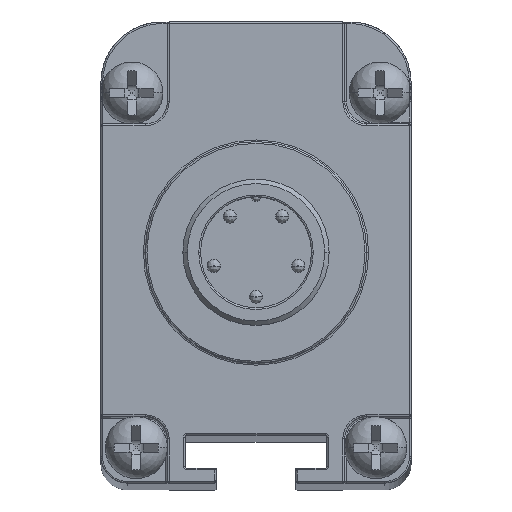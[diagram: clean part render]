
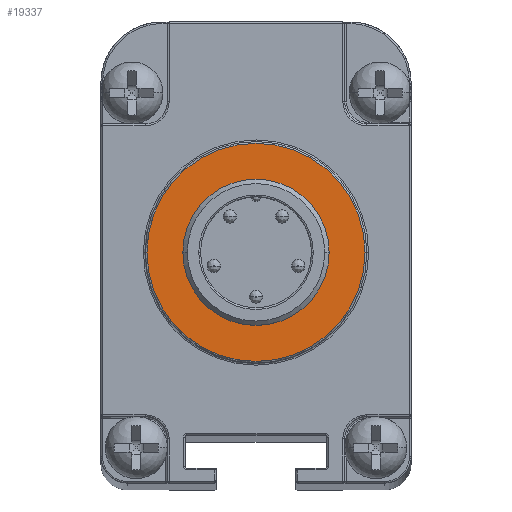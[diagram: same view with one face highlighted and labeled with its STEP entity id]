
A CAD part, top view. The second image highlights one B-rep face of the part: STEP entity #19337.
In plain terms, the highlighted planar face has unit normal (0, 0, 1).
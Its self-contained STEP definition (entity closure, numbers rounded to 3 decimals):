
#7231=CARTESIAN_POINT('',(-21.017,26.,-5.));
#7232=DIRECTION('',(0.,0.,1.));
#7233=DIRECTION('',(-1.,0.,0.));
#7234=AXIS2_PLACEMENT_3D('',#7231,#7232,#7233);
#7236=CARTESIAN_POINT('',(-21.017,26.,-5.));
#7237=DIRECTION('',(0.,0.,1.));
#7238=DIRECTION('',(1.,0.,0.));
#7239=AXIS2_PLACEMENT_3D('',#7236,#7237,#7238);
#7241=CARTESIAN_POINT('',(-21.017,26.,-5.));
#7242=DIRECTION('',(0.,0.,-1.));
#7243=DIRECTION('',(-1.,0.,0.));
#7244=AXIS2_PLACEMENT_3D('',#7241,#7242,#7243);
#7246=CARTESIAN_POINT('',(-21.017,26.,-5.));
#7247=DIRECTION('',(0.,0.,-1.));
#7248=DIRECTION('',(1.,0.,0.));
#7249=AXIS2_PLACEMENT_3D('',#7246,#7247,#7248);
#7784=CARTESIAN_POINT('',(-33.317,26.,-5.));
#7785=CARTESIAN_POINT('',(-8.717,26.,-5.));
#7786=VERTEX_POINT('',#7784);
#7787=VERTEX_POINT('',#7785);
#8505=CARTESIAN_POINT('',(-28.767,26.,-5.));
#8506=VERTEX_POINT('',#8505);
#8507=CARTESIAN_POINT('',(-13.267,26.,-5.));
#8508=VERTEX_POINT('',#8507);
#19321=CARTESIAN_POINT('',(-21.017,26.,-5.));
#19322=DIRECTION('',(0.,0.,1.));
#19323=DIRECTION('',(1.,0.,0.));
#19324=AXIS2_PLACEMENT_3D('',#19321,#19322,#19323);
#19325=PLANE('',#19324);
#19326=ORIENTED_EDGE('',*,*,#19310,.T.);
#19328=ORIENTED_EDGE('',*,*,#19327,.T.);
#19329=EDGE_LOOP('',(#19326,#19328));
#19330=FACE_OUTER_BOUND('',#19329,.F.);
#19332=ORIENTED_EDGE('',*,*,#19331,.T.);
#19334=ORIENTED_EDGE('',*,*,#19333,.T.);
#19335=EDGE_LOOP('',(#19332,#19334));
#19336=FACE_BOUND('',#19335,.F.);
#19337=ADVANCED_FACE('',(#19330,#19336),#19325,.T.);
#7235=CIRCLE('',#7234,7.75);
#7240=CIRCLE('',#7239,7.75);
#7245=CIRCLE('',#7244,12.3);
#7250=CIRCLE('',#7249,12.3);
#19310=EDGE_CURVE('',#7786,#7787,#7245,.T.);
#19327=EDGE_CURVE('',#7787,#7786,#7250,.T.);
#19331=EDGE_CURVE('',#8506,#8508,#7235,.T.);
#19333=EDGE_CURVE('',#8508,#8506,#7240,.T.);
